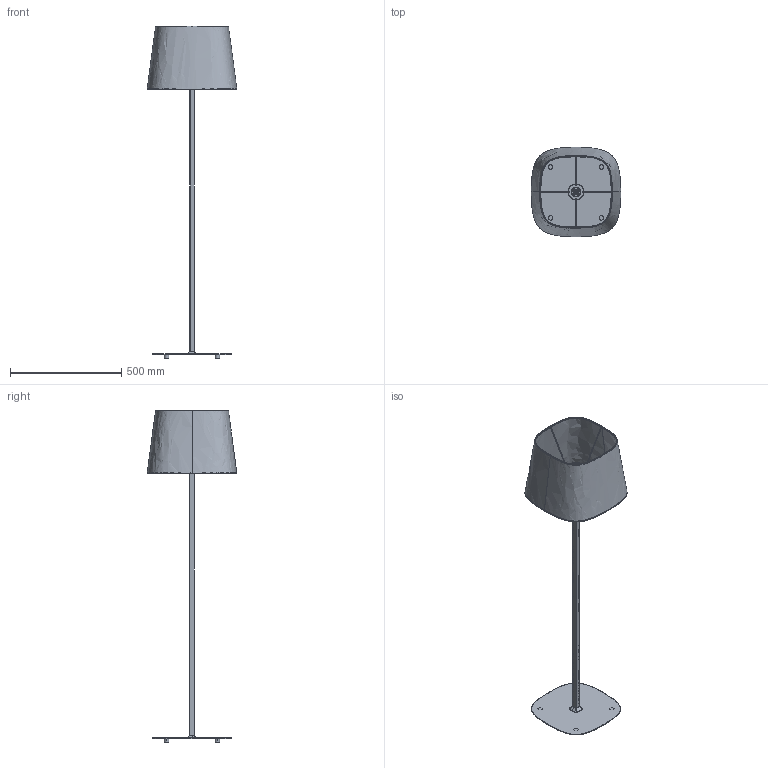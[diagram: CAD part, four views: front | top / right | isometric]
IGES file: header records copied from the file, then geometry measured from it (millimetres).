
Start section: SolidWorks IGES file using analytic representation for surfaces
Global section: file name: FARO SWEET Pie de Salon.IGS; native system: SolidWorks 2012; preprocessor: SolidWorks 2012; author: Zairaholgado; date: 140404.104946; units: millimetre
Bounding box: 402.01 x 401.98 x 1489.5 mm (x, y, z)
Surface area: 1205942.9 mm2 (no closed solid volume)
Topology: 0 solids, 0 shells, 85 faces, 1914 edges, 1914 vertices
Faces by surface type: bspline 71, revolution 14
